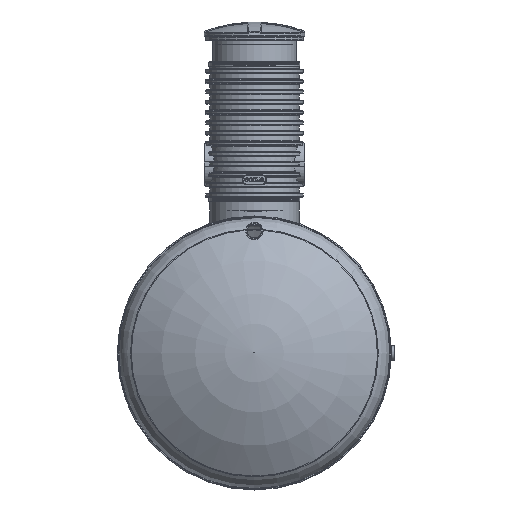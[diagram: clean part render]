
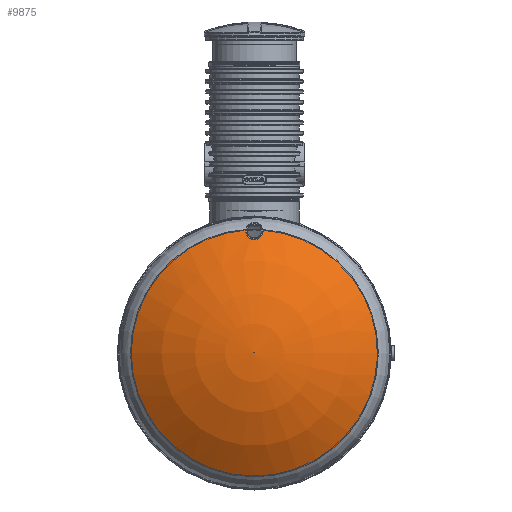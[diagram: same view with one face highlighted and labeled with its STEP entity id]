
A CAD part, front view. The second image highlights one B-rep face of the part: STEP entity #9875.
In plain terms, the highlighted toroidal (fillet/blend) face has major radius 3.933 mm and minor radius 1600 mm.
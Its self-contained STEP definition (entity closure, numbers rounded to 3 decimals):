
#971=VERTEX_LOOP('',#6170);
#975=DEGENERATE_TOROIDAL_SURFACE('',#10740,3.933,1600.,.F.);
#1489=B_SPLINE_CURVE_WITH_KNOTS('',3,(#15269,#15270,#15271,#15272,#15273,
#15274,#15275,#15276,#15277,#15278,#15279,#15280,#15281,#15282,#15283,#15284,
#15285,#15286,#15287,#15288,#15289,#15290,#15291,#15292,#15293,#15294,#15295,
#15296,#15297,#15298,#15299,#15300,#15301),.UNSPECIFIED.,.F.,.F.,(4,1,1,
1,1,1,1,1,1,1,1,1,1,1,1,1,1,1,1,1,1,1,1,1,1,1,1,1,1,1,4),(0.,
0.014,0.021,0.027,0.034,
0.041,0.048,0.055,0.062,
0.069,0.075,0.082,0.089,
0.093,0.096,0.103,0.11,
0.117,0.123,0.13,0.137,
0.151,0.158,0.164,0.178,
0.185,0.192,0.199,0.206,
0.212,0.219),.UNSPECIFIED.);
#1902=ORIENTED_EDGE('',*,*,#4739,.F.);
#1903=ORIENTED_EDGE('',*,*,#4740,.T.);
#4739=EDGE_CURVE('',#6168,#6169,#7188,.T.);
#4740=EDGE_CURVE('',#6168,#6169,#1489,.T.);
#6168=VERTEX_POINT('',#15267);
#6169=VERTEX_POINT('',#15268);
#6170=VERTEX_POINT('',#15302);
#7188=CIRCLE('',#10741,923.143);
#7823=EDGE_LOOP('',(#1902,#1903));
#8755=FACE_BOUND('',#7823,.T.);
#8756=FACE_BOUND('',#971,.T.);
#9875=ADVANCED_FACE('',(#8755,#8756),#975,.F.);
#10740=AXIS2_PLACEMENT_3D('',#15265,#12051,#12052);
#10741=AXIS2_PLACEMENT_3D('',#15266,#12053,#12054);
#12051=DIRECTION('',(0.,0.,-1.));
#12052=DIRECTION('',(-1.,0.,0.));
#12053=DIRECTION('',(0.,0.,-1.));
#12054=DIRECTION('',(-1.,0.,0.));
#15265=CARTESIAN_POINT('',(0.,0.,-1239.989));
#15266=CARTESIAN_POINT('',(0.,0.,64.055));
#15267=CARTESIAN_POINT('',(53.657,921.582,64.055));
#15268=CARTESIAN_POINT('',(-53.657,921.582,64.055));
#15269=CARTESIAN_POINT('',(53.657,921.582,64.055));
#15270=CARTESIAN_POINT('',(54.498,917.846,66.672));
#15271=CARTESIAN_POINT('',(55.154,912.23,70.594));
#15272=CARTESIAN_POINT('',(54.89,904.729,75.808));
#15273=CARTESIAN_POINT('',(54.105,899.076,79.727));
#15274=CARTESIAN_POINT('',(52.72,893.479,83.595));
#15275=CARTESIAN_POINT('',(50.764,888.074,87.321));
#15276=CARTESIAN_POINT('',(48.224,882.834,90.922));
#15277=CARTESIAN_POINT('',(45.051,877.755,94.403));
#15278=CARTESIAN_POINT('',(41.246,872.944,97.693));
#15279=CARTESIAN_POINT('',(36.899,868.554,100.688));
#15280=CARTESIAN_POINT('',(31.909,864.546,103.416));
#15281=CARTESIAN_POINT('',(26.367,861.085,105.768));
#15282=CARTESIAN_POINT('',(21.408,858.753,107.35));
#15283=CARTESIAN_POINT('',(17.209,857.225,108.386));
#15284=CARTESIAN_POINT('',(12.824,855.93,109.263));
#15285=CARTESIAN_POINT('',(7.191,854.829,110.008));
#15286=CARTESIAN_POINT('',(0.348,854.354,110.329));
#15287=CARTESIAN_POINT('',(-6.668,854.759,110.055));
#15288=CARTESIAN_POINT('',(-13.386,856.008,109.21));
#15289=CARTESIAN_POINT('',(-19.931,858.089,107.8));
#15290=CARTESIAN_POINT('',(-27.999,861.801,105.282));
#15291=CARTESIAN_POINT('',(-35.139,866.826,101.867));
#15292=CARTESIAN_POINT('',(-41.015,872.682,97.872));
#15293=CARTESIAN_POINT('',(-46.156,879.11,93.477));
#15294=CARTESIAN_POINT('',(-49.995,886.002,88.748));
#15295=CARTESIAN_POINT('',(-52.682,893.348,83.686));
#15296=CARTESIAN_POINT('',(-54.071,898.913,79.84));
#15297=CARTESIAN_POINT('',(-54.874,904.54,75.94));
#15298=CARTESIAN_POINT('',(-55.094,910.247,71.973));
#15299=CARTESIAN_POINT('',(-54.72,915.951,67.995));
#15300=CARTESIAN_POINT('',(-54.078,919.71,65.366));
#15301=CARTESIAN_POINT('',(-53.657,921.582,64.055));
#15302=CARTESIAN_POINT('',(0.,0.,360.006));
